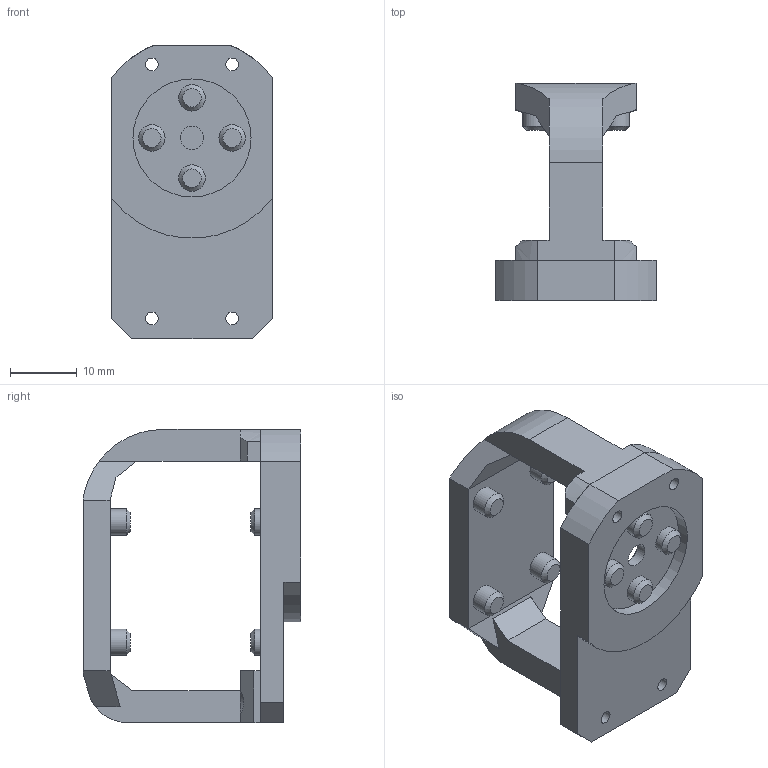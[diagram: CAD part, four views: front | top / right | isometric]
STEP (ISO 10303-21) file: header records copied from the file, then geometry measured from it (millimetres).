
FILE_DESCRIPTION(/* description */ (''),/* implementation_level */ '2;1');
FILE_NAME(/* name */ 'Arm - effector joint v1.step',/* time_stamp */ '2022-05-20T10:59:36-04:00',/* author */ (''),/* organization */ (''),/* preprocessor_version */ 'ST-DEVELOPER v18.1',/* originating_system */ 'Autodesk Translation Framework v10.14.0.1471',/* authorisation */ '');
FILE_SCHEMA (('AUTOMOTIVE_DESIGN { 1 0 10303 214 3 1 1 }'));
Length unit declared in the file: millimetre
Products named in the file (1): Arm - effector joint
Bounding box: 24.02 x 32.5 x 43.83 mm (x, y, z)
Volume: 8648 mm3; surface area: 6587.9 mm2
Topology: 2 solids, 2 shells, 125 faces, 300 edges, 189 vertices
Faces by surface type: plane 79, cylinder 30, cone 16
Full cylindrical faces by diameter (mm): 1.9 x4, 2.1 x4, 3.5 x1, 3.95 x12, 6 x1, 17.65 x1
Entity records: 3667 total; most frequent: DIRECTION 641, CARTESIAN_POINT 625, ORIENTED_EDGE 600, EDGE_CURVE 300, AXIS2_PLACEMENT_3D 220, LINE 201, VECTOR 201, VERTEX_POINT 189
